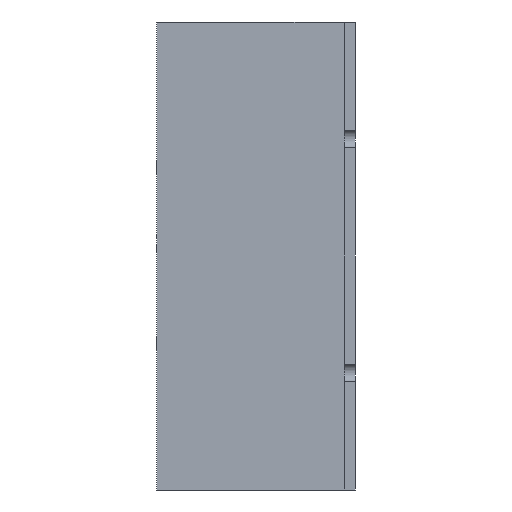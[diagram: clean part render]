
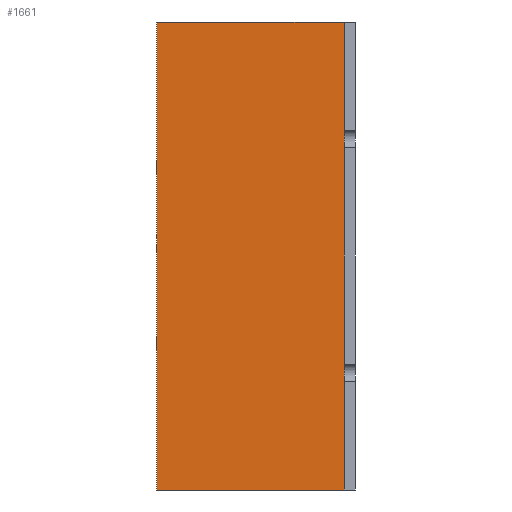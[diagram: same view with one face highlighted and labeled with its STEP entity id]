
A CAD part, left-side view. The second image highlights one B-rep face of the part: STEP entity #1661.
In plain terms, the highlighted planar face has unit normal (-1, 0, 0).
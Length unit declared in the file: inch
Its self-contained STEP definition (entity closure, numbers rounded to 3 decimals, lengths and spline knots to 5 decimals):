
#205 = CARTESIAN_POINT ( 'NONE',  ( 0.39, 0.119, 0. ) ) ;
#254 = VERTEX_POINT ( 'NONE', #2491 ) ;
#257 = ORIENTED_EDGE ( 'NONE', *, *, #1327, .F. ) ;
#261 = VECTOR ( 'NONE', #3722, 39.37008 ) ;
#400 = ORIENTED_EDGE ( 'NONE', *, *, #443, .T. ) ;
#443 = EDGE_CURVE ( 'NONE', #1020, #4905, #4211, .T. ) ;
#608 = DIRECTION ( 'NONE',  ( 0., 0., 1. ) ) ;
#682 = CARTESIAN_POINT ( 'NONE',  ( 0.39, 2.12, -3.5 ) ) ;
#915 = VECTOR ( 'NONE', #1825, 39.37008 ) ;
#962 = DIRECTION ( 'NONE',  ( 0., 1., 0. ) ) ;
#1020 = VERTEX_POINT ( 'NONE', #205 ) ;
#1051 = CARTESIAN_POINT ( 'NONE',  ( 0.39, 0., 0. ) ) ;
#1267 = VECTOR ( 'NONE', #608, 39.37008 ) ;
#1321 = ORIENTED_EDGE ( 'NONE', *, *, #2862, .F. ) ;
#1327 = EDGE_CURVE ( 'NONE', #254, #4905, #2532, .T. ) ;
#1654 = LINE ( 'NONE', #1051, #3749 ) ;
#1661 = ADVANCED_FACE ( 'NONE', ( #2181 ), #4046, .T. ) ;
#1825 = DIRECTION ( 'NONE',  ( 0., 0., 1. ) ) ;
#1829 = CARTESIAN_POINT ( 'NONE',  ( 0.39, 0.119, -3.5 ) ) ;
#2181 = FACE_OUTER_BOUND ( 'NONE', #4077, .T. ) ;
#2193 = CARTESIAN_POINT ( 'NONE',  ( 0.39, 0.119, 5. ) ) ;
#2408 = DIRECTION ( 'NONE',  ( -1., 0., 0. ) ) ;
#2491 = CARTESIAN_POINT ( 'NONE',  ( 0.39, 2.12, 5. ) ) ;
#2532 = LINE ( 'NONE', #3347, #261 ) ;
#2541 = LINE ( 'NONE', #682, #1267 ) ;
#2862 = EDGE_CURVE ( 'NONE', #1020, #4432, #1654, .T. ) ;
#3347 = CARTESIAN_POINT ( 'NONE',  ( 0.39, 0., 5. ) ) ;
#3503 = ORIENTED_EDGE ( 'NONE', *, *, #5257, .F. ) ;
#3671 = CARTESIAN_POINT ( 'NONE',  ( 0.39, 0., -3.5 ) ) ;
#3722 = DIRECTION ( 'NONE',  ( 0., -1., 0. ) ) ;
#3749 = VECTOR ( 'NONE', #962, 39.37008 ) ;
#3818 = AXIS2_PLACEMENT_3D ( 'NONE', #3671, #2408, #5184 ) ;
#4046 = PLANE ( 'NONE',  #3818 ) ;
#4077 = EDGE_LOOP ( 'NONE', ( #400, #257, #3503, #1321 ) ) ;
#4211 = LINE ( 'NONE', #1829, #915 ) ;
#4220 = CARTESIAN_POINT ( 'NONE',  ( 0.39, 2.12, 0. ) ) ;
#4432 = VERTEX_POINT ( 'NONE', #4220 ) ;
#4905 = VERTEX_POINT ( 'NONE', #2193 ) ;
#5184 = DIRECTION ( 'NONE',  ( 0., -1., 0. ) ) ;
#5257 = EDGE_CURVE ( 'NONE', #4432, #254, #2541, .T. ) ;
